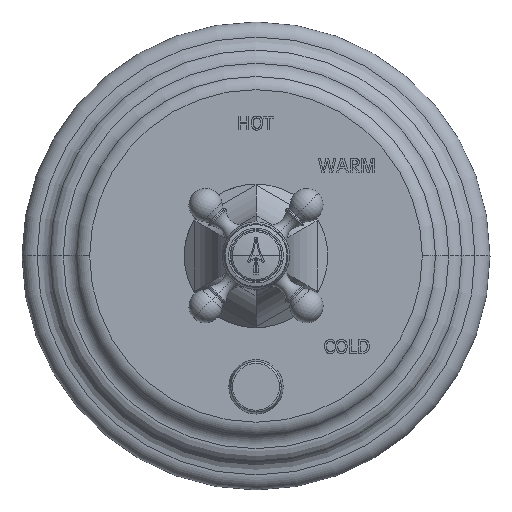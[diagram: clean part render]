
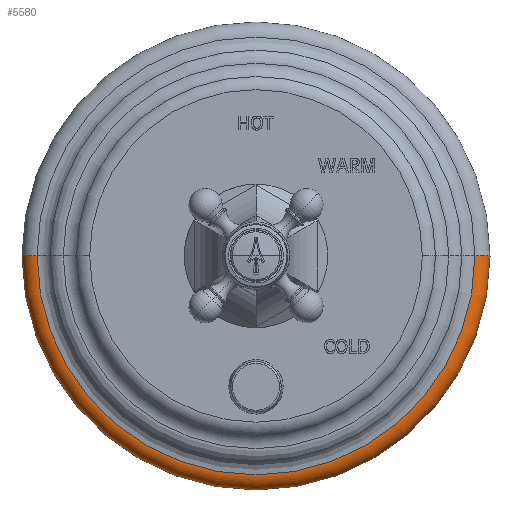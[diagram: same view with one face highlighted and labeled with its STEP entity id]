
A CAD part, top view. The second image highlights one B-rep face of the part: STEP entity #5580.
In plain terms, the highlighted toroidal (fillet/blend) face has major radius 92.075 mm and minor radius 6.35 mm.
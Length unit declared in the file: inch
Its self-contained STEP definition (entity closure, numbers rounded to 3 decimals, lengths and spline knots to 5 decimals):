
#2=CARTESIAN_POINT('',(0.,-1.,0.));
#3=DIRECTION('',(0.,0.,-1.));
#4=DIRECTION('',(1.,0.,0.));
#5=AXIS2_PLACEMENT_3D('',#2,#3,#4);
#12=CARTESIAN_POINT('',(3.625,-1.,0.));
#13=DIRECTION('',(0.,-1.,0.));
#14=DIRECTION('',(1.,0.,0.));
#15=AXIS2_PLACEMENT_3D('',#12,#13,#14);
#17=CARTESIAN_POINT('',(-3.625,-1.,0.));
#18=DIRECTION('',(0.,1.,0.));
#19=DIRECTION('',(-1.,0.,0.));
#20=AXIS2_PLACEMENT_3D('',#17,#18,#19);
#37=CARTESIAN_POINT('',(0.,-1.,0.25));
#38=DIRECTION('',(0.,0.,-1.));
#39=DIRECTION('',(1.,0.,0.));
#40=AXIS2_PLACEMENT_3D('',#37,#38,#39);
#4686=CARTESIAN_POINT('',(3.625,-1.,0.25));
#4688=VERTEX_POINT('',#4686);
#4696=CARTESIAN_POINT('',(-3.625,-1.,0.25));
#4698=VERTEX_POINT('',#4696);
#5158=CARTESIAN_POINT('',(3.875,-1.,0.));
#5159=CARTESIAN_POINT('',(-3.875,-1.,0.));
#5160=VERTEX_POINT('',#5158);
#5161=VERTEX_POINT('',#5159);
#5565=CARTESIAN_POINT('',(0.,-1.,0.));
#5566=DIRECTION('',(0.,0.,-1.));
#5567=DIRECTION('',(-1.,0.,0.));
#5568=AXIS2_PLACEMENT_3D('',#5565,#5566,#5567);
#5569=TOROIDAL_SURFACE('',#5568,3.625,0.25);
#5571=ORIENTED_EDGE('',*,*,#5570,.T.);
#5573=ORIENTED_EDGE('',*,*,#5572,.T.);
#5575=ORIENTED_EDGE('',*,*,#5574,.F.);
#5577=ORIENTED_EDGE('',*,*,#5576,.F.);
#5578=EDGE_LOOP('',(#5571,#5573,#5575,#5577));
#5579=FACE_OUTER_BOUND('',#5578,.F.);
#5580=ADVANCED_FACE('',(#5579),#5569,.T.);
#6=CIRCLE('',#5,3.875);
#16=CIRCLE('',#15,0.25);
#21=CIRCLE('',#20,0.25);
#41=CIRCLE('',#40,3.625);
#5570=EDGE_CURVE('',#5160,#5161,#6,.T.);
#5572=EDGE_CURVE('',#5161,#4698,#21,.T.);
#5574=EDGE_CURVE('',#4688,#4698,#41,.T.);
#5576=EDGE_CURVE('',#5160,#4688,#16,.T.);
